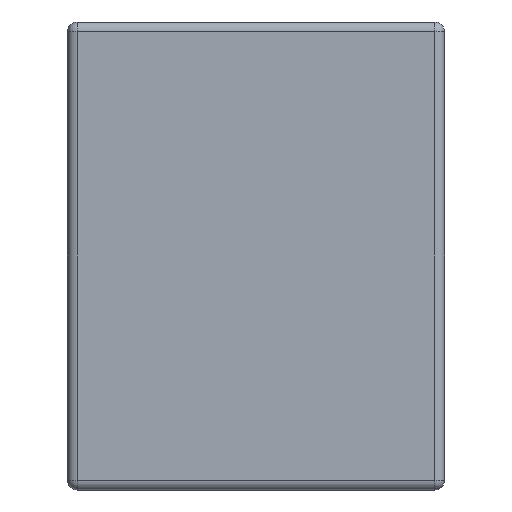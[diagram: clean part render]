
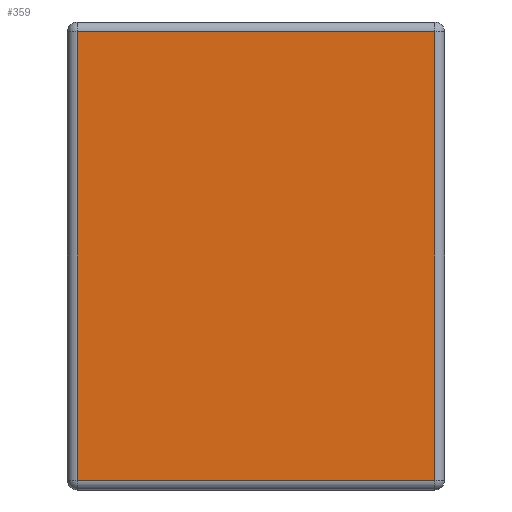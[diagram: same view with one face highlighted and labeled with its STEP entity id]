
A CAD part, left-side view. The second image highlights one B-rep face of the part: STEP entity #359.
In plain terms, the highlighted planar face has unit normal (-1, 0, 0).
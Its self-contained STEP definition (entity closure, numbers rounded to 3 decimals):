
#24 = CARTESIAN_POINT ( 'NONE',  ( 0., 0., 0. ) ) ;
#27 = EDGE_CURVE ( 'NONE', #3674, #3136, #1121, .T. ) ;
#120 = CARTESIAN_POINT ( 'NONE',  ( 0., 0.037, -0.037 ) ) ;
#213 = VECTOR ( 'NONE', #2525, 1000. ) ;
#336 = DIRECTION ( 'NONE',  ( 0., 0., 1. ) ) ;
#359 = ADVANCED_FACE ( 'NONE', ( #4488 ), #3763, .T. ) ;
#419 = AXIS2_PLACEMENT_3D ( 'NONE', #24, #3965, #336 ) ;
#449 = VECTOR ( 'NONE', #1912, 1000. ) ;
#652 = EDGE_LOOP ( 'NONE', ( #2004, #1000, #1279, #2350 ) ) ;
#717 = CARTESIAN_POINT ( 'NONE',  ( 0., 1.45, -0.037 ) ) ;
#955 = CARTESIAN_POINT ( 'NONE',  ( 0., 1.413, -0.037 ) ) ;
#1000 = ORIENTED_EDGE ( 'NONE', *, *, #3956, .T. ) ;
#1108 = LINE ( 'NONE', #717, #213 ) ;
#1121 = LINE ( 'NONE', #2607, #2811 ) ;
#1279 = ORIENTED_EDGE ( 'NONE', *, *, #1297, .T. ) ;
#1297 = EDGE_CURVE ( 'NONE', #1928, #3674, #1108, .T. ) ;
#1300 = VERTEX_POINT ( 'NONE', #1844 ) ;
#1469 = CARTESIAN_POINT ( 'NONE',  ( 0., 0.037, 0. ) ) ;
#1541 = LINE ( 'NONE', #1469, #449 ) ;
#1844 = CARTESIAN_POINT ( 'NONE',  ( 0., 0.037, -1.763 ) ) ;
#1854 = DIRECTION ( 'NONE',  ( 0., 0., -1. ) ) ;
#1912 = DIRECTION ( 'NONE',  ( 0., 0., 1. ) ) ;
#1928 = VERTEX_POINT ( 'NONE', #120 ) ;
#2004 = ORIENTED_EDGE ( 'NONE', *, *, #4548, .T. ) ;
#2350 = ORIENTED_EDGE ( 'NONE', *, *, #27, .T. ) ;
#2525 = DIRECTION ( 'NONE',  ( 0., 1., 0. ) ) ;
#2540 = LINE ( 'NONE', #2803, #4226 ) ;
#2607 = CARTESIAN_POINT ( 'NONE',  ( 0., 1.413, -1.8 ) ) ;
#2803 = CARTESIAN_POINT ( 'NONE',  ( 0., 0., -1.763 ) ) ;
#2811 = VECTOR ( 'NONE', #1854, 1000. ) ;
#3136 = VERTEX_POINT ( 'NONE', #3850 ) ;
#3674 = VERTEX_POINT ( 'NONE', #955 ) ;
#3763 = PLANE ( 'NONE',  #419 ) ;
#3850 = CARTESIAN_POINT ( 'NONE',  ( 0., 1.413, -1.763 ) ) ;
#3940 = DIRECTION ( 'NONE',  ( 0., -1., 0. ) ) ;
#3956 = EDGE_CURVE ( 'NONE', #1300, #1928, #1541, .T. ) ;
#3965 = DIRECTION ( 'NONE',  ( -1., 0., 0. ) ) ;
#4226 = VECTOR ( 'NONE', #3940, 1000. ) ;
#4488 = FACE_OUTER_BOUND ( 'NONE', #652, .T. ) ;
#4548 = EDGE_CURVE ( 'NONE', #3136, #1300, #2540, .T. ) ;
